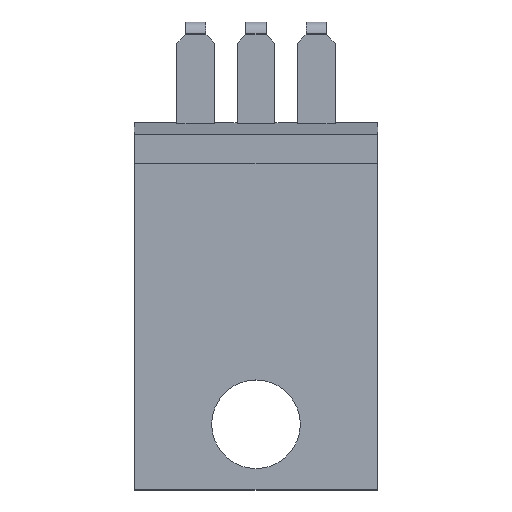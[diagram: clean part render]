
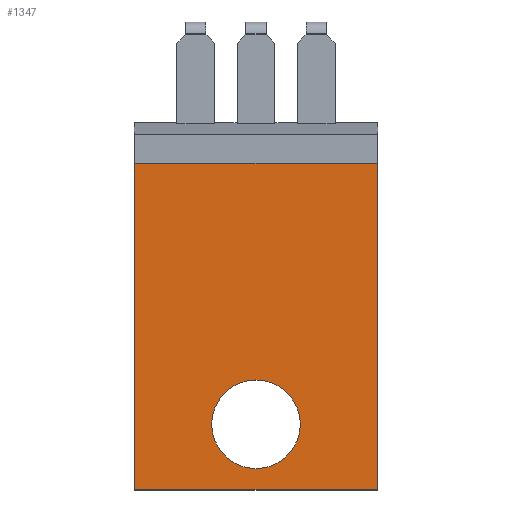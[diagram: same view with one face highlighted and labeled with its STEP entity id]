
A CAD part, top view. The second image highlights one B-rep face of the part: STEP entity #1347.
In plain terms, the highlighted planar face has unit normal (0, 0, 1).
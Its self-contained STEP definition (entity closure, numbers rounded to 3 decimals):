
#772 = VERTEX_POINT('',#773);
#773 = CARTESIAN_POINT('',(-2.575,-19.475,4.455));
#779 = EDGE_CURVE('',#780,#772,#782,.T.);
#780 = VERTEX_POINT('',#781);
#781 = CARTESIAN_POINT('',(-2.575,-5.7,4.455));
#782 = LINE('',#783,#784);
#783 = CARTESIAN_POINT('',(-2.575,-5.7,4.455));
#784 = VECTOR('',#785,1.);
#785 = DIRECTION('',(0.,-1.,0.));
#838 = VERTEX_POINT('',#839);
#839 = CARTESIAN_POINT('',(7.655,-5.7,4.455));
#845 = EDGE_CURVE('',#838,#846,#848,.T.);
#846 = VERTEX_POINT('',#847);
#847 = CARTESIAN_POINT('',(7.655,-19.475,4.455));
#848 = LINE('',#849,#850);
#849 = CARTESIAN_POINT('',(7.655,-5.7,4.455));
#850 = VECTOR('',#851,1.);
#851 = DIRECTION('',(0.,-1.,0.));
#870 = EDGE_CURVE('',#780,#838,#871,.T.);
#871 = LINE('',#872,#873);
#872 = CARTESIAN_POINT('',(-2.575,-5.7,4.455));
#873 = VECTOR('',#874,1.);
#874 = DIRECTION('',(1.,0.,0.));
#1347 = ADVANCED_FACE('',(#1348,#1359),#1370,.T.);
#1348 = FACE_BOUND('',#1349,.T.);
#1349 = EDGE_LOOP('',(#1350,#1351,#1357,#1358));
#1350 = ORIENTED_EDGE('',*,*,#779,.T.);
#1351 = ORIENTED_EDGE('',*,*,#1352,.T.);
#1352 = EDGE_CURVE('',#772,#846,#1353,.T.);
#1353 = LINE('',#1354,#1355);
#1354 = CARTESIAN_POINT('',(-2.575,-19.475,4.455));
#1355 = VECTOR('',#1356,1.);
#1356 = DIRECTION('',(1.,0.,0.));
#1357 = ORIENTED_EDGE('',*,*,#845,.F.);
#1358 = ORIENTED_EDGE('',*,*,#870,.F.);
#1359 = FACE_BOUND('',#1360,.T.);
#1360 = EDGE_LOOP('',(#1361));
#1361 = ORIENTED_EDGE('',*,*,#1362,.T.);
#1362 = EDGE_CURVE('',#1363,#1363,#1365,.T.);
#1363 = VERTEX_POINT('',#1364);
#1364 = CARTESIAN_POINT('',(4.408,-16.705,4.455));
#1365 = CIRCLE('',#1366,1.868);
#1366 = AXIS2_PLACEMENT_3D('',#1367,#1368,#1369);
#1367 = CARTESIAN_POINT('',(2.54,-16.705,4.455));
#1368 = DIRECTION('',(0.,0.,-1.));
#1369 = DIRECTION('',(1.,0.,0.));
#1370 = PLANE('',#1371);
#1371 = AXIS2_PLACEMENT_3D('',#1372,#1373,#1374);
#1372 = CARTESIAN_POINT('',(-2.575,-5.7,4.455));
#1373 = DIRECTION('',(0.,0.,1.));
#1374 = DIRECTION('',(1.,0.,0.));
